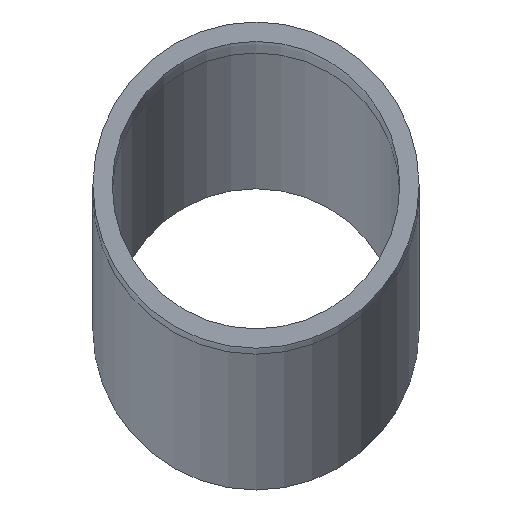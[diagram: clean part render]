
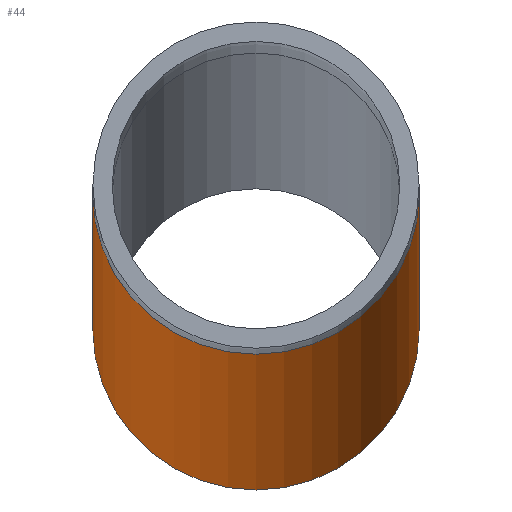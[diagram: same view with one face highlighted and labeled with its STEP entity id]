
A CAD part, left-side view. The second image highlights one B-rep face of the part: STEP entity #44.
In plain terms, the highlighted cylindrical face has radius 157.5 mm (diameter 315 mm), a full revolution.
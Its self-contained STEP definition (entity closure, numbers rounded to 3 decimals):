
#44 = ADVANCED_FACE( '', ( #89, #90 ), #91, .T. );
#89 = FACE_OUTER_BOUND( '', #128, .T. );
#90 = FACE_OUTER_BOUND( '', #129, .T. );
#91 = CYLINDRICAL_SURFACE( '', #130, 157.5 );
#128 = EDGE_LOOP( '', ( #173 ) );
#129 = EDGE_LOOP( '', ( #174 ) );
#130 = AXIS2_PLACEMENT_3D( '', #175, #176, #177 );
#173 = ORIENTED_EDGE( '', *, *, #195, .T. );
#174 = ORIENTED_EDGE( '', *, *, #190, .F. );
#175 = CARTESIAN_POINT( '', ( 1451.631, 0., -139.776 ) );
#176 = DIRECTION( '', ( -0.982, 0., 0.191 ) );
#177 = DIRECTION( '', ( -0.191, 0., -0.982 ) );
#190 = EDGE_CURVE( '', #209, #209, #210, .T. );
#195 = EDGE_CURVE( '', #217, #217, #218, .T. );
#209 = VERTEX_POINT( '', #233 );
#210 = CIRCLE( '', #234, 157.5 );
#217 = VERTEX_POINT( '', #241 );
#218 = CIRCLE( '', #242, 157.5 );
#233 = CARTESIAN_POINT( '', ( 1421.578, 0., -294.382 ) );
#234 = AXIS2_PLACEMENT_3D( '', #257, #258, #259 );
#241 = CARTESIAN_POINT( '', ( 777.253, 157.5, -8.69 ) );
#242 = AXIS2_PLACEMENT_3D( '', #266, #267, #268 );
#257 = CARTESIAN_POINT( '', ( 1451.631, 0., -139.776 ) );
#258 = DIRECTION( '', ( 0.982, 0., -0.191 ) );
#259 = DIRECTION( '', ( -0.191, 0., -0.982 ) );
#266 = CARTESIAN_POINT( '', ( 777.253, 0., -8.69 ) );
#267 = DIRECTION( '', ( 0.982, 0., -0.191 ) );
#268 = DIRECTION( '', ( 0., 1., 0. ) );
